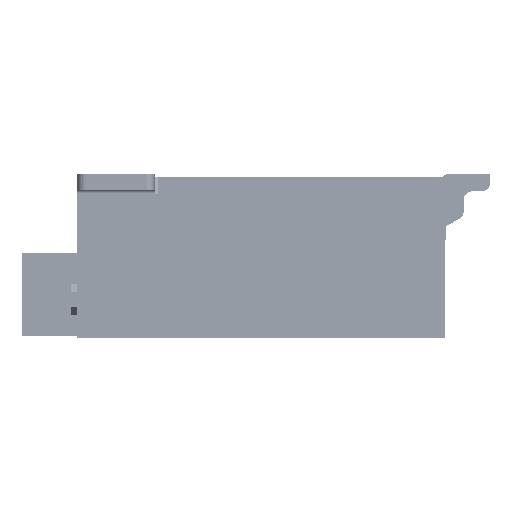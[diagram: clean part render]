
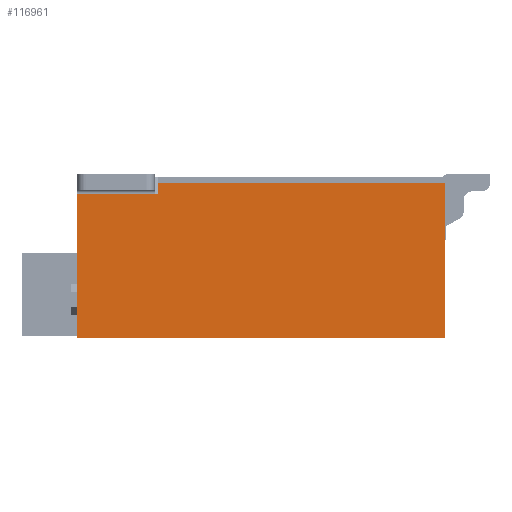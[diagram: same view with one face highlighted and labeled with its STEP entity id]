
A CAD part, left-side view. The second image highlights one B-rep face of the part: STEP entity #116961.
In plain terms, the highlighted planar face has unit normal (-1, 0, 0).
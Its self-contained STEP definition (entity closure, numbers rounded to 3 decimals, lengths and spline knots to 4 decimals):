
#1=DIRECTION('',(0.,-1.,0.));
#2=VECTOR('',#1,4.45);
#3=CARTESIAN_POINT('',(-22.475,1.6,1.145));
#4=LINE('',#3,#2);
#13=DIRECTION('',(0.,0.,-1.));
#14=VECTOR('',#13,0.17);
#15=CARTESIAN_POINT('',(-22.475,1.6,1.145));
#16=LINE('',#15,#14);
#5669=DIRECTION('',(0.,1.,0.));
#5670=VECTOR('',#5669,5.7);
#5671=CARTESIAN_POINT('',(-22.475,-2.85,-1.255));
#5672=LINE('',#5671,#5670);
#5869=DIRECTION('',(0.,0.,-1.));
#5870=VECTOR('',#5869,2.4);
#5871=CARTESIAN_POINT('',(-22.475,-2.85,1.145));
#5872=LINE('',#5871,#5870);
#23183=DIRECTION('',(0.,-1.,0.));
#23184=VECTOR('',#23183,1.25);
#23185=CARTESIAN_POINT('',(-22.475,2.85,0.975));
#23186=LINE('',#23185,#23184);
#23209=DIRECTION('',(0.,0.,1.));
#23210=VECTOR('',#23209,2.23);
#23211=CARTESIAN_POINT('',(-22.475,2.85,-1.255));
#23212=LINE('',#23211,#23210);
#100593=CARTESIAN_POINT('',(-22.475,1.6,1.145));
#100594=CARTESIAN_POINT('',(-22.475,-2.85,1.145));
#100595=VERTEX_POINT('',#100593);
#100596=VERTEX_POINT('',#100594);
#100597=CARTESIAN_POINT('',(-22.475,1.6,0.975));
#100598=VERTEX_POINT('',#100597);
#100599=CARTESIAN_POINT('',(-22.475,2.85,0.975));
#100600=VERTEX_POINT('',#100599);
#100601=CARTESIAN_POINT('',(-22.475,2.85,-1.255));
#100602=VERTEX_POINT('',#100601);
#100603=CARTESIAN_POINT('',(-22.475,-2.85,-1.255));
#100604=VERTEX_POINT('',#100603);
#116942=CARTESIAN_POINT('',(-22.475,0.,-0.055));
#116943=DIRECTION('',(1.,0.,0.));
#116944=DIRECTION('',(0.,-1.,0.));
#116945=AXIS2_PLACEMENT_3D('',#116942,#116943,#116944);
#116946=PLANE('',#116945);
#116948=ORIENTED_EDGE('',*,*,#116947,.T.);
#116950=ORIENTED_EDGE('',*,*,#116949,.T.);
#116952=ORIENTED_EDGE('',*,*,#116951,.T.);
#116954=ORIENTED_EDGE('',*,*,#116953,.T.);
#116956=ORIENTED_EDGE('',*,*,#116955,.T.);
#116958=ORIENTED_EDGE('',*,*,#116957,.F.);
#116959=EDGE_LOOP('',(#116948,#116950,#116952,#116954,#116956,#116958));
#116960=FACE_OUTER_BOUND('',#116959,.F.);
#116961=ADVANCED_FACE('',(#116960),#116946,.F.);
#116947=EDGE_CURVE('',#100595,#100596,#4,.T.);
#116949=EDGE_CURVE('',#100596,#100604,#5872,.T.);
#116951=EDGE_CURVE('',#100604,#100602,#5672,.T.);
#116953=EDGE_CURVE('',#100602,#100600,#23212,.T.);
#116955=EDGE_CURVE('',#100600,#100598,#23186,.T.);
#116957=EDGE_CURVE('',#100595,#100598,#16,.T.);
